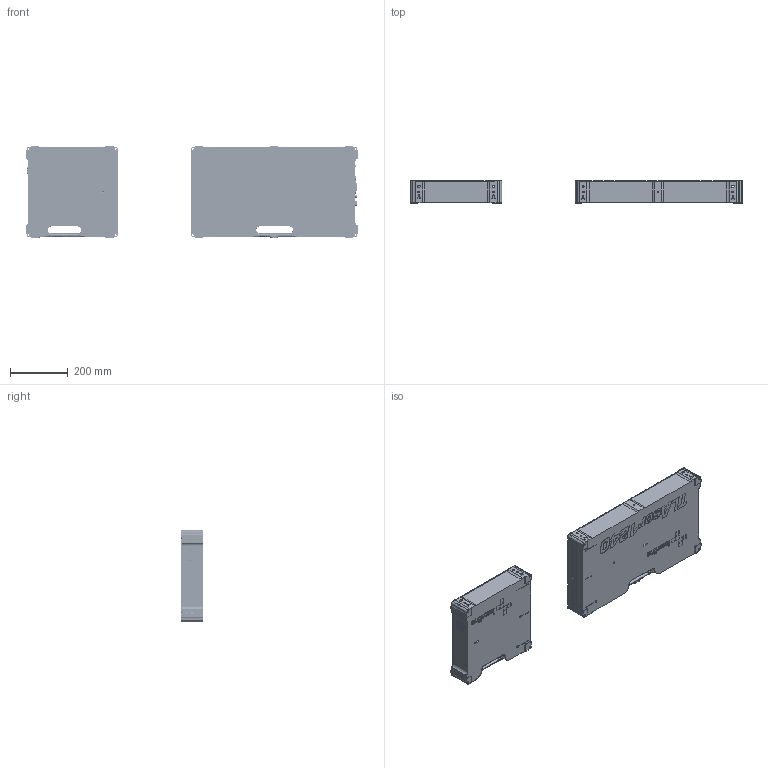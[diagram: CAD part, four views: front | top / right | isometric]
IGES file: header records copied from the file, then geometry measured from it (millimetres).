
Start section: SolidWorks IGES file using analytic representation for surfaces
Global section: file name: 01240-01 TLAser1240 Single-Axis Micrometer, Separated Body.IGS; native system: SolidWorks 2013; preprocessor: SolidWorks 2013; author: Mark; date: 130702.094217; units: inch
Bounding box: 1149.35 x 76.2 x 317.5 mm (x, y, z)
Surface area: 1162455.1 mm2 (no closed solid volume)
Topology: 0 solids, 0 shells, 1858 faces, 40438 edges, 40352 vertices
Faces by surface type: bspline 1138, revolution 720
